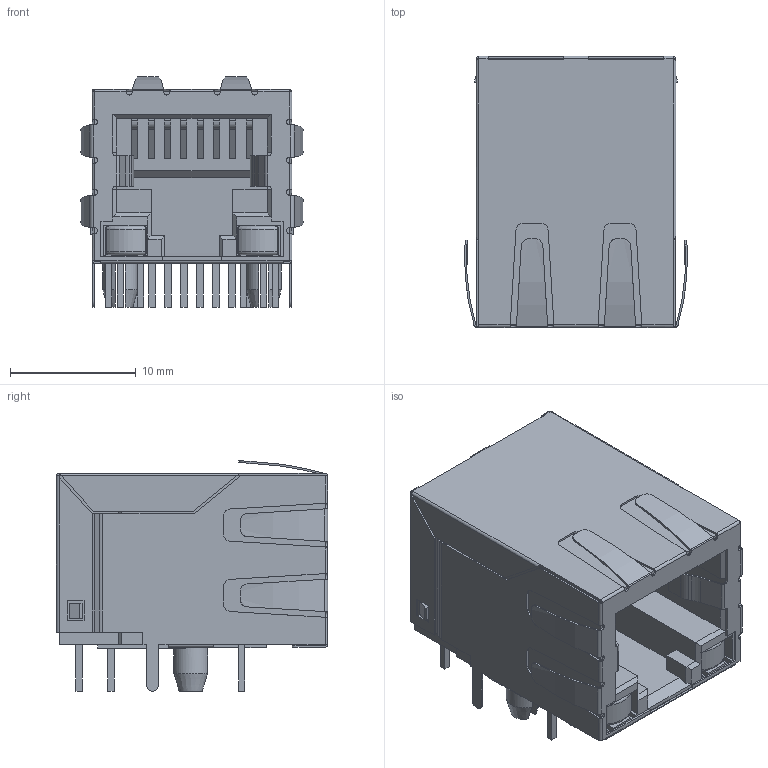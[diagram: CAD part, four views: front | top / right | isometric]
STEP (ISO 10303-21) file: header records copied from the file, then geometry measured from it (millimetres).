
FILE_DESCRIPTION((''),'2;1');
FILE_NAME('RJ45-TH_48F-01GYD2NL','2022-11-30T16:07:46',('win'),(''),'CREO PARAMETRIC BY PTC INC, 2020033','CREO PARAMETRIC BY PTC INC, 2020033','');
FILE_SCHEMA(('AUTOMOTIVE_DESIGN { 1 0 10303 214 1 1 1 1 }'));
Length unit declared in the file: millimetre
Products named in the file (1): RJ45-TH_48F-01GYD2NL
Bounding box: 17.69 x 21.6 x 18.33 mm (x, y, z)
Volume: 3304.4 mm3; surface area: 5350.7 mm2
Topology: 4 solids, 4 shells, 815 faces, 2250 edges, 1465 vertices
Faces by surface type: plane 560, cylinder 164, extrusion 73, sphere 10, cone 4, torus 4
Entity records: 32443 total; most frequent: CARTESIAN_POINT 5886, ORIENTED_EDGE 4500, DIRECTION 3827, EDGE_CURVE 2250, VECTOR 1815, LINE 1742, VERTEX_POINT 1465, AXIS2_PLACEMENT_3D 1006
